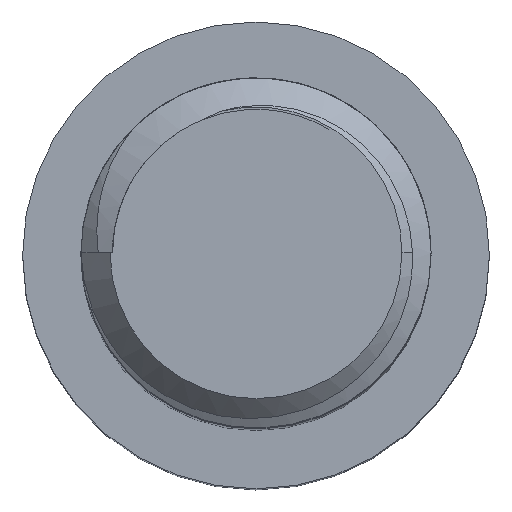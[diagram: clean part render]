
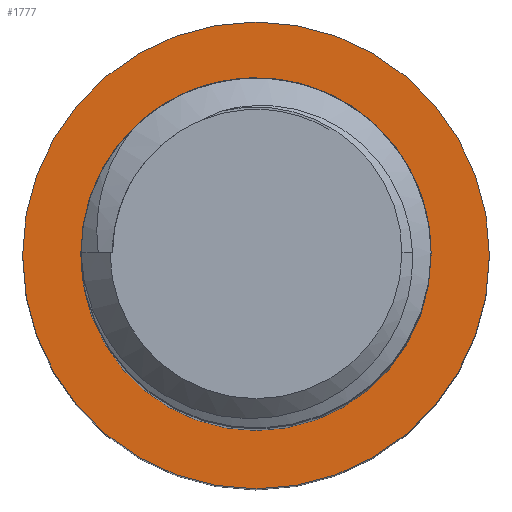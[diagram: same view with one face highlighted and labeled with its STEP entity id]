
A CAD part, top view. The second image highlights one B-rep face of the part: STEP entity #1777.
In plain terms, the highlighted planar face has unit normal (0, 0, 1).
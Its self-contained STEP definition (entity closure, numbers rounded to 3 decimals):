
#1 = CARTESIAN_POINT ( 'NONE',  ( 0., 0., 11. ) ) ;
#145 = DIRECTION ( 'NONE',  ( 1., 0., 0. ) ) ;
#212 = ORIENTED_EDGE ( 'NONE', *, *, #2479, .T. ) ;
#295 = CIRCLE ( 'NONE', #1706, 3. ) ;
#348 = CIRCLE ( 'NONE', #1969, 4. ) ;
#464 = VERTEX_POINT ( 'NONE', #2240 ) ;
#478 = EDGE_CURVE ( 'NONE', #2109, #585, #1966, .T. ) ;
#570 = DIRECTION ( 'NONE',  ( 1., 0., 0. ) ) ;
#585 = VERTEX_POINT ( 'NONE', #919 ) ;
#619 = FACE_OUTER_BOUND ( 'NONE', #1084, .T. ) ;
#627 = AXIS2_PLACEMENT_3D ( 'NONE', #2320, #768, #145 ) ;
#730 = CARTESIAN_POINT ( 'NONE',  ( 0., 0., 11. ) ) ;
#768 = DIRECTION ( 'NONE',  ( 0., 0., 1. ) ) ;
#911 = ORIENTED_EDGE ( 'NONE', *, *, #2759, .F. ) ;
#919 = CARTESIAN_POINT ( 'NONE',  ( -4., 0., 11. ) ) ;
#1075 = DIRECTION ( 'NONE',  ( 0., 0., 1. ) ) ;
#1084 = EDGE_LOOP ( 'NONE', ( #212, #1378 ) ) ;
#1182 = DIRECTION ( 'NONE',  ( 1., 0., 0. ) ) ;
#1369 = CARTESIAN_POINT ( 'NONE',  ( 4., 0., 11. ) ) ;
#1378 = ORIENTED_EDGE ( 'NONE', *, *, #478, .T. ) ;
#1388 = CIRCLE ( 'NONE', #627, 3. ) ;
#1626 = DIRECTION ( 'NONE',  ( 0., 0., 1. ) ) ;
#1692 = FACE_BOUND ( 'NONE', #1896, .T. ) ;
#1698 = DIRECTION ( 'NONE',  ( 1., 0., 0. ) ) ;
#1706 = AXIS2_PLACEMENT_3D ( 'NONE', #2750, #2540, #570 ) ;
#1720 = DIRECTION ( 'NONE',  ( 0., 0., 1. ) ) ;
#1777 = ADVANCED_FACE ( 'NONE', ( #1692, #619 ), #2563, .T. ) ;
#1870 = ORIENTED_EDGE ( 'NONE', *, *, #2330, .F. ) ;
#1884 = AXIS2_PLACEMENT_3D ( 'NONE', #730, #1626, #1182 ) ;
#1896 = EDGE_LOOP ( 'NONE', ( #911, #1870 ) ) ;
#1966 = CIRCLE ( 'NONE', #1884, 4. ) ;
#1969 = AXIS2_PLACEMENT_3D ( 'NONE', #2368, #1720, #2390 ) ;
#2096 = CARTESIAN_POINT ( 'NONE',  ( 3., 0., 11. ) ) ;
#2109 = VERTEX_POINT ( 'NONE', #1369 ) ;
#2240 = CARTESIAN_POINT ( 'NONE',  ( -3., 0., 11. ) ) ;
#2281 = VERTEX_POINT ( 'NONE', #2096 ) ;
#2320 = CARTESIAN_POINT ( 'NONE',  ( 0., 0., 11. ) ) ;
#2330 = EDGE_CURVE ( 'NONE', #2281, #464, #295, .T. ) ;
#2368 = CARTESIAN_POINT ( 'NONE',  ( 0., 0., 11. ) ) ;
#2390 = DIRECTION ( 'NONE',  ( 1., 0., 0. ) ) ;
#2479 = EDGE_CURVE ( 'NONE', #585, #2109, #348, .T. ) ;
#2540 = DIRECTION ( 'NONE',  ( 0., 0., 1. ) ) ;
#2563 = PLANE ( 'NONE',  #2649 ) ;
#2649 = AXIS2_PLACEMENT_3D ( 'NONE', #1, #1075, #1698 ) ;
#2750 = CARTESIAN_POINT ( 'NONE',  ( 0., 0., 11. ) ) ;
#2759 = EDGE_CURVE ( 'NONE', #464, #2281, #1388, .T. ) ;
